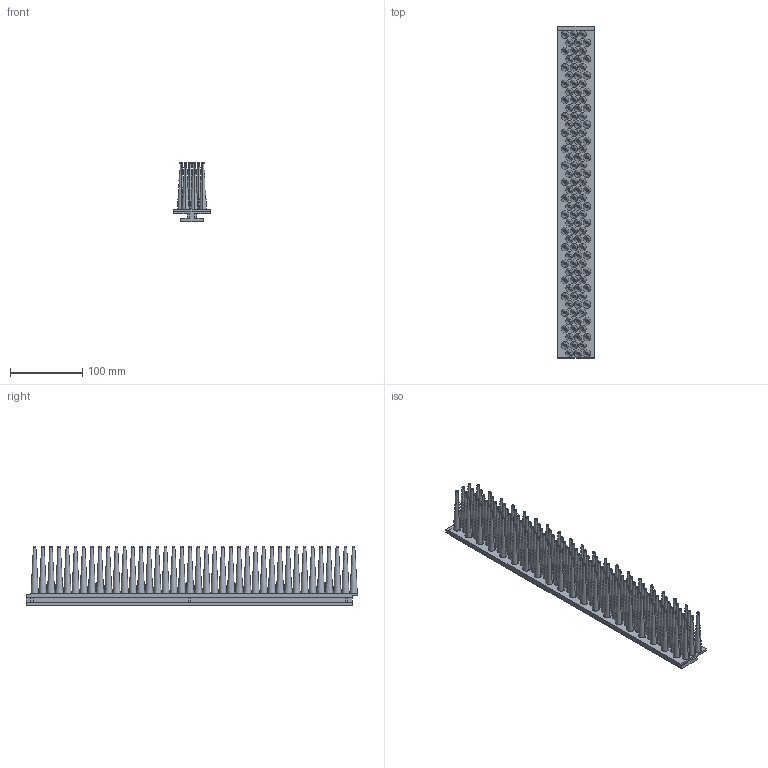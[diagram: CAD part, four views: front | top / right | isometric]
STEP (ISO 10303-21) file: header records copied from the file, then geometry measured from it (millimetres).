
FILE_DESCRIPTION(('CATIA V5 STEP Exchange','CAx-IF Rec.Pracs.--- Model Styling and Organization---1.5--- 2016-08-15','CAx-IF Rec.Pracs.---Supplemental Geometry---1.0---2011-11-01','CAx-IF Rec.Pracs.--- Composite Materials ---1.1---2010-07-15'),'2;1');
FILE_NAME('XL PIN BRUSH DE620.stp','2022-11-01T14:57:59+00:00',('none'),('none'),'CATIA Version 5-6 Release 2020 SP3 HF5','CATIA V5 STEP AP214 Edition 3 v2','none');
FILE_SCHEMA(('AUTOMOTIVE_DESIGN { 1 0 10303 214 3 1 1 1 }'));
Length unit declared in the file: inch
Products named in the file (1): XL DE620 PIN BRUSH 
Bounding box: 50.8 x 458.79 x 81.72 mm (x, y, z)
Volume: 536106 mm3; surface area: 240589.8 mm2
Topology: 1 solids, 1 shells, 642 faces, 1320 edges, 800 vertices
Faces by surface type: cone 240, torus 240, plane 162
Entity records: 15575 total; most frequent: ORIENTED_EDGE 2640, CARTESIAN_POINT 2627, DIRECTION 2332, AXIS2_PLACEMENT_3D 1467, EDGE_CURVE 1320, CIRCLE 960, VERTEX_POINT 800, EDGE_LOOP 762
